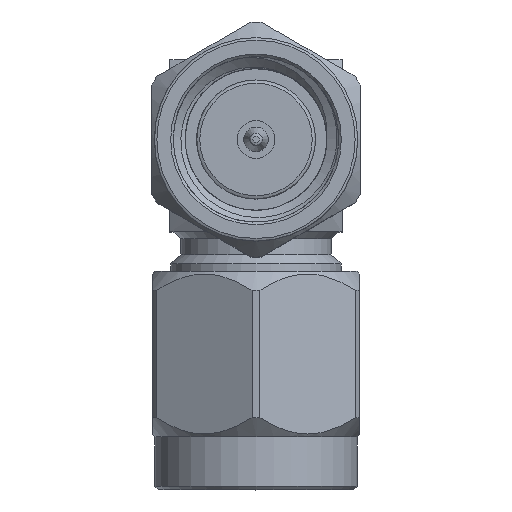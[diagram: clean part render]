
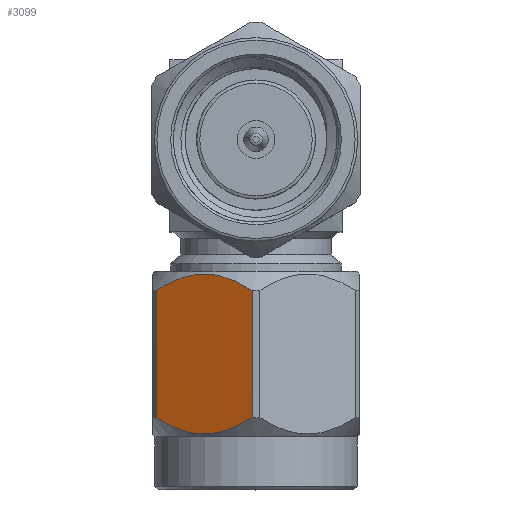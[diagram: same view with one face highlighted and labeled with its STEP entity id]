
A CAD part, top view. The second image highlights one B-rep face of the part: STEP entity #3099.
In plain terms, the highlighted face is planar.
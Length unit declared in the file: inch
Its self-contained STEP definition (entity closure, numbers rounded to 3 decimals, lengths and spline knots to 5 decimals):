
#41 = CARTESIAN_POINT ( 'NONE',  ( 0.13163, 0.43548, -0.08451 ) ) ;
#83 = CARTESIAN_POINT ( 'NONE',  ( 0.12268, 0.43313, -0.09999 ) ) ;
#143 = PLANE ( 'NONE',  #1930 ) ;
#236 = CARTESIAN_POINT ( 'NONE',  ( 0.13184, 0.19372, -0.08414 ) ) ;
#260 = CARTESIAN_POINT ( 'NONE',  ( 0.12013, 0.19713, -0.10442 ) ) ;
#271 = EDGE_LOOP ( 'NONE', ( #4977, #2924, #2000, #2148 ) ) ;
#402 = FACE_OUTER_BOUND ( 'NONE', #271, .T. ) ;
#484 = VECTOR ( 'NONE', #945, 39.37008 ) ;
#509 = CARTESIAN_POINT ( 'NONE',  ( 0.16515, 0.42241, -0.02645 ) ) ;
#522 = CARTESIAN_POINT ( 'NONE',  ( 0.17695, 0.21851, -0.00602 ) ) ;
#572 = CARTESIAN_POINT ( 'NONE',  ( 0.11455, 0.42902, -0.1141 ) ) ;
#595 = CARTESIAN_POINT ( 'NONE',  ( 0.09369, 0.4107, -0.15023 ) ) ;
#738 = CARTESIAN_POINT ( 'NONE',  ( 0.11419, 0.20041, -0.11472 ) ) ;
#945 = DIRECTION ( 'NONE',  ( 0., 1., 0. ) ) ;
#1020 = CARTESIAN_POINT ( 'NONE',  ( 0.11384, 0.42858, -0.11533 ) ) ;
#1063 = CARTESIAN_POINT ( 'NONE',  ( 0.12089, 0.4324, -0.1031 ) ) ;
#1151 = EDGE_CURVE ( 'NONE', #4575, #2520, #4467, .T. ) ;
#1169 = CARTESIAN_POINT ( 'NONE',  ( 0.12805, 0.43489, -0.09069 ) ) ;
#1185 = CARTESIAN_POINT ( 'NONE',  ( 0.09369, 0.4107, -0.15023 ) ) ;
#1302 = CARTESIAN_POINT ( 'NONE',  ( 0.10067, 0.21069, -0.13814 ) ) ;
#1501 = CARTESIAN_POINT ( 'NONE',  ( 0.15978, 0.42659, -0.03575 ) ) ;
#1521 = CARTESIAN_POINT ( 'NONE',  ( 0.11682, 0.43037, -0.11015 ) ) ;
#1680 = CARTESIAN_POINT ( 'NONE',  ( 0.11409, 0.42874, -0.11489 ) ) ;
#1721 = CARTESIAN_POINT ( 'NONE',  ( 0.17348, 0.21462, -0.01203 ) ) ;
#1766 = CARTESIAN_POINT ( 'NONE',  ( 0.1584, 0.20168, -0.03815 ) ) ;
#1809 = CARTESIAN_POINT ( 'NONE',  ( 0.09369, 0.21851, -0.15023 ) ) ;
#1930 = AXIS2_PLACEMENT_3D ( 'NONE', #3595, #5088, #2649 ) ;
#1974 = CARTESIAN_POINT ( 'NONE',  ( 0.09369, -0.02039, -0.15023 ) ) ;
#2000 = ORIENTED_EDGE ( 'NONE', *, *, #5262, .T. ) ;
#2148 = ORIENTED_EDGE ( 'NONE', *, *, #2946, .T. ) ;
#2251 = CARTESIAN_POINT ( 'NONE',  ( 0.10735, 0.20475, -0.12657 ) ) ;
#2293 = CARTESIAN_POINT ( 'NONE',  ( 0.14967, 0.19609, -0.05327 ) ) ;
#2468 = CARTESIAN_POINT ( 'NONE',  ( 0.17351, 0.41455, -0.01197 ) ) ;
#2520 = VERTEX_POINT ( 'NONE', #1185 ) ;
#2534 = CARTESIAN_POINT ( 'NONE',  ( 0.16102, 0.42568, -0.03361 ) ) ;
#2649 = DIRECTION ( 'NONE',  ( 0.5, 0., 0.866 ) ) ;
#2665 = CARTESIAN_POINT ( 'NONE',  ( 0.15732, 0.42825, -0.04002 ) ) ;
#2700 = CARTESIAN_POINT ( 'NONE',  ( 0.09369, 0.21851, -0.15023 ) ) ;
#2772 = CARTESIAN_POINT ( 'NONE',  ( 0.15723, 0.20091, -0.04017 ) ) ;
#2887 = CARTESIAN_POINT ( 'NONE',  ( 0.17014, 0.41796, -0.0178 ) ) ;
#2924 = ORIENTED_EDGE ( 'NONE', *, *, #1151, .F. ) ;
#2946 = EDGE_CURVE ( 'NONE', #6059, #6276, #5857, .T. ) ;
#3056 = CARTESIAN_POINT ( 'NONE',  ( 0.16349, 0.42378, -0.02932 ) ) ;
#3099 = ADVANCED_FACE ( 'NONE', ( #402 ), #143, .T. ) ;
#3571 = CARTESIAN_POINT ( 'NONE',  ( 0.15834, 0.42757, -0.03824 ) ) ;
#3595 = CARTESIAN_POINT ( 'NONE',  ( 0.18042, -0.02039, 0. ) ) ;
#3643 = DIRECTION ( 'NONE',  ( 0., -1., 0. ) ) ;
#3684 = CARTESIAN_POINT ( 'NONE',  ( 0.17695, -0.02039, -0.00602 ) ) ;
#3722 = CARTESIAN_POINT ( 'NONE',  ( 0.11534, 0.19971, -0.11273 ) ) ;
#3737 = CARTESIAN_POINT ( 'NONE',  ( 0.11694, 0.19879, -0.10996 ) ) ;
#3782 = CARTESIAN_POINT ( 'NONE',  ( 0.17695, 0.4107, -0.00602 ) ) ;
#4004 = CARTESIAN_POINT ( 'NONE',  ( 0.15773, 0.42798, -0.03931 ) ) ;
#4047 = CARTESIAN_POINT ( 'NONE',  ( 0.10052, 0.41836, -0.13839 ) ) ;
#4070 = CARTESIAN_POINT ( 'NONE',  ( 0.1425, 0.4355, -0.06569 ) ) ;
#4280 = CARTESIAN_POINT ( 'NONE',  ( 0.11465, 0.20013, -0.11393 ) ) ;
#4303 = CARTESIAN_POINT ( 'NONE',  ( 0.17695, 0.21851, -0.00602 ) ) ;
#4467 = B_SPLINE_CURVE_WITH_KNOTS ( 'NONE', 3,
 ( #5477, #2468, #2887, #509, #3056, #2534, #1501, #3571, #4004, #2665, #4993, #4658, #4070, #41, #1169, #83, #1063, #6162, #1521, #4554, #572, #1680, #1020, #4492, #4047, #595 ),
 .UNSPECIFIED., .F., .F.,
 ( 4, 2, 2, 1, 1, 2, 2, 2, 2, 2, 1, 1, 2, 2, 4 ),
 ( 0., 0.125, 0.1875, 0.21875, 0.23437, 0.24219, 0.25, 0.5, 0.625, 0.6875, 0.71875, 0.73438, 0.74219, 0.75, 1. ),
 .UNSPECIFIED. ) ;
#4473 = EDGE_CURVE ( 'NONE', #6276, #2520, #6323, .T. ) ;
#4492 = CARTESIAN_POINT ( 'NONE',  ( 0.10709, 0.42428, -0.12702 ) ) ;
#4554 = CARTESIAN_POINT ( 'NONE',  ( 0.11523, 0.42944, -0.11291 ) ) ;
#4575 = VERTEX_POINT ( 'NONE', #3782 ) ;
#4658 = CARTESIAN_POINT ( 'NONE',  ( 0.14955, 0.43318, -0.05346 ) ) ;
#4726 = CARTESIAN_POINT ( 'NONE',  ( 0.14246, 0.19374, -0.06575 ) ) ;
#4977 = ORIENTED_EDGE ( 'NONE', *, *, #4473, .T. ) ;
#4993 = CARTESIAN_POINT ( 'NONE',  ( 0.15713, 0.42836, -0.04033 ) ) ;
#5088 = DIRECTION ( 'NONE',  ( 0.866, 0., -0.5 ) ) ;
#5215 = CARTESIAN_POINT ( 'NONE',  ( 0.16263, 0.20472, -0.03082 ) ) ;
#5251 = CARTESIAN_POINT ( 'NONE',  ( 0.11393, 0.20058, -0.11517 ) ) ;
#5262 = EDGE_CURVE ( 'NONE', #4575, #6059, #6316, .T. ) ;
#5477 = CARTESIAN_POINT ( 'NONE',  ( 0.17695, 0.4107, -0.00602 ) ) ;
#5626 = VECTOR ( 'NONE', #3643, 39.37008 ) ;
#5717 = CARTESIAN_POINT ( 'NONE',  ( 0.1598, 0.20264, -0.03572 ) ) ;
#5783 = CARTESIAN_POINT ( 'NONE',  ( 0.1574, 0.20102, -0.03988 ) ) ;
#5857 = B_SPLINE_CURVE_WITH_KNOTS ( 'NONE', 3,
 ( #4303, #1721, #6213, #5215, #5717, #1766, #6233, #5783, #2772, #2293, #4726, #236, #6274, #260, #3737, #3722, #4280, #738, #5251, #2251, #1302, #1809 ),
 .UNSPECIFIED., .F., .F.,
 ( 4, 1, 1, 1, 1, 2, 2, 2, 1, 1, 1, 1, 2, 2, 4 ),
 ( 0., 0.125, 0.1875, 0.21875, 0.23438, 0.24219, 0.25, 0.5, 0.625, 0.6875, 0.71875, 0.73437, 0.74219, 0.75, 1. ),
 .UNSPECIFIED. ) ;
#6059 = VERTEX_POINT ( 'NONE', #522 ) ;
#6162 = CARTESIAN_POINT ( 'NONE',  ( 0.11818, 0.43108, -0.10779 ) ) ;
#6213 = CARTESIAN_POINT ( 'NONE',  ( 0.16838, 0.20949, -0.02085 ) ) ;
#6233 = CARTESIAN_POINT ( 'NONE',  ( 0.1578, 0.20128, -0.03918 ) ) ;
#6274 = CARTESIAN_POINT ( 'NONE',  ( 0.12648, 0.19458, -0.09343 ) ) ;
#6276 = VERTEX_POINT ( 'NONE', #2700 ) ;
#6316 = LINE ( 'NONE', #3684, #5626 ) ;
#6323 = LINE ( 'NONE', #1974, #484 ) ;
